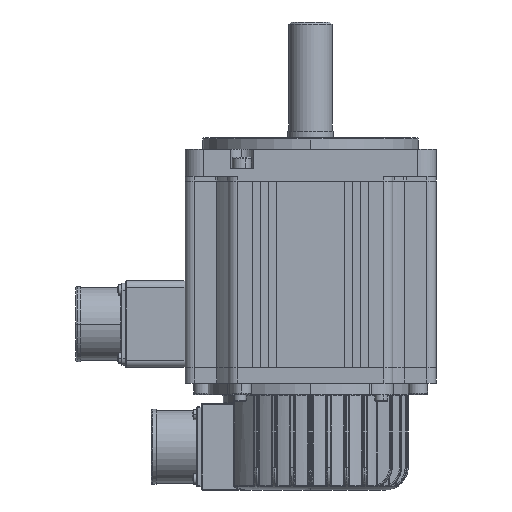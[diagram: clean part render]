
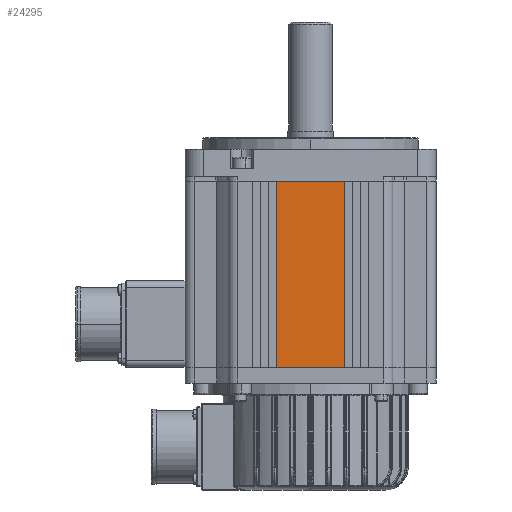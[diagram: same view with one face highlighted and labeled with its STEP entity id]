
A CAD part, left-side view. The second image highlights one B-rep face of the part: STEP entity #24295.
In plain terms, the highlighted planar face has unit normal (-1, 0, 0).
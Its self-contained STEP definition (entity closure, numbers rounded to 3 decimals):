
#516 = VECTOR ( 'NONE', #23514, 1000. ) ;
#1037 = CARTESIAN_POINT ( 'NONE',  ( -55.25, 55.25, 82. ) ) ;
#1431 = VECTOR ( 'NONE', #23340, 1000. ) ;
#1442 = AXIS2_PLACEMENT_3D ( 'NONE', #1037, #30725, #15567 ) ;
#1671 = LINE ( 'NONE', #35343, #25976 ) ;
#2974 = EDGE_LOOP ( 'NONE', ( #35101, #27341, #38081, #30705 ) ) ;
#4008 = PLANE ( 'NONE',  #1442 ) ;
#4026 = VECTOR ( 'NONE', #29229, 1000. ) ;
#5111 = EDGE_CURVE ( 'NONE', #10820, #8756, #1671, .T. ) ;
#5401 = LINE ( 'NONE', #20342, #1431 ) ;
#8756 = VERTEX_POINT ( 'NONE', #25335 ) ;
#10820 = VERTEX_POINT ( 'NONE', #18339 ) ;
#15456 = VERTEX_POINT ( 'NONE', #19534 ) ;
#15538 = EDGE_CURVE ( 'NONE', #15456, #35942, #37090, .T. ) ;
#15567 = DIRECTION ( 'NONE',  ( 0., 1., 0. ) ) ;
#18339 = CARTESIAN_POINT ( 'NONE',  ( -55.25, 15., 82. ) ) ;
#19153 = FACE_OUTER_BOUND ( 'NONE', #2974, .T. ) ;
#19534 = CARTESIAN_POINT ( 'NONE',  ( -55.25, 15., 0. ) ) ;
#20342 = CARTESIAN_POINT ( 'NONE',  ( -55.25, 15., 82. ) ) ;
#23340 = DIRECTION ( 'NONE',  ( 0., 0., -1. ) ) ;
#23514 = DIRECTION ( 'NONE',  ( 0., -1., 0. ) ) ;
#24295 = ADVANCED_FACE ( 'NONE', ( #19153 ), #4008, .F. ) ;
#25335 = CARTESIAN_POINT ( 'NONE',  ( -55.25, -15., 82. ) ) ;
#25355 = EDGE_CURVE ( 'NONE', #8756, #35942, #26428, .T. ) ;
#25976 = VECTOR ( 'NONE', #38535, 1000. ) ;
#26428 = LINE ( 'NONE', #35008, #4026 ) ;
#27341 = ORIENTED_EDGE ( 'NONE', *, *, #32812, .T. ) ;
#29229 = DIRECTION ( 'NONE',  ( 0., 0., -1. ) ) ;
#30705 = ORIENTED_EDGE ( 'NONE', *, *, #25355, .F. ) ;
#30725 = DIRECTION ( 'NONE',  ( 1., 0., 0. ) ) ;
#31537 = CARTESIAN_POINT ( 'NONE',  ( -55.25, -15., 0. ) ) ;
#32812 = EDGE_CURVE ( 'NONE', #10820, #15456, #5401, .T. ) ;
#34093 = CARTESIAN_POINT ( 'NONE',  ( -55.25, 55.25, 0. ) ) ;
#35008 = CARTESIAN_POINT ( 'NONE',  ( -55.25, -15., 82. ) ) ;
#35101 = ORIENTED_EDGE ( 'NONE', *, *, #5111, .F. ) ;
#35343 = CARTESIAN_POINT ( 'NONE',  ( -55.25, 55.25, 82. ) ) ;
#35942 = VERTEX_POINT ( 'NONE', #31537 ) ;
#37090 = LINE ( 'NONE', #34093, #516 ) ;
#38081 = ORIENTED_EDGE ( 'NONE', *, *, #15538, .T. ) ;
#38535 = DIRECTION ( 'NONE',  ( 0., -1., 0. ) ) ;
